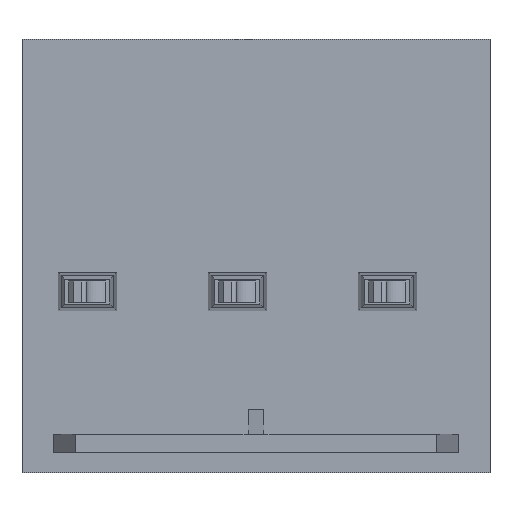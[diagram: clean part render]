
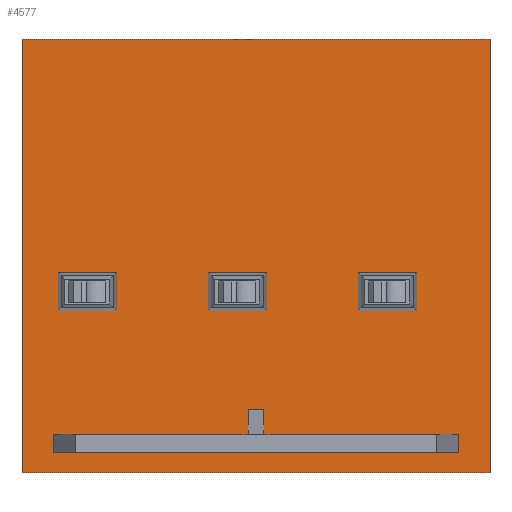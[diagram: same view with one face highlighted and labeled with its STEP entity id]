
A CAD part, front view. The second image highlights one B-rep face of the part: STEP entity #4577.
In plain terms, the highlighted planar face has unit normal (0, -1, 0).
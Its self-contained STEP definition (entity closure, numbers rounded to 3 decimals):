
#1751=CARTESIAN_POINT('',(1212.5,940.169,59.5));
#1752=VERTEX_POINT('',#1751);
#1769=CARTESIAN_POINT('',(1227.5,940.169,59.5));
#1770=VERTEX_POINT('',#1769);
#1777=CARTESIAN_POINT('',(1212.5,940.169,59.5));
#1778=DIRECTION('',(1.0,0.0,0.0));
#1779=VECTOR('',#1778,15.);
#1780=LINE('',#1777,#1779);
#1781=EDGE_CURVE('',#1752,#1770,#1780,.T.);
#1792=CARTESIAN_POINT('',(1212.5,940.169,36.5));
#1793=VERTEX_POINT('',#1792);
#1794=CARTESIAN_POINT('',(1212.5,940.169,36.5));
#1795=DIRECTION('',(0.0,0.0,1.0));
#1796=VECTOR('',#1795,23.);
#1797=LINE('',#1794,#1796);
#1798=EDGE_CURVE('',#1793,#1752,#1797,.T.);
#1814=CARTESIAN_POINT('',(1227.5,940.169,36.5));
#1815=VERTEX_POINT('',#1814);
#1816=CARTESIAN_POINT('',(1227.5,940.169,59.5));
#1817=DIRECTION('',(0.0,0.0,-1.0));
#1818=VECTOR('',#1817,23.);
#1819=LINE('',#1816,#1818);
#1820=EDGE_CURVE('',#1770,#1815,#1819,.T.);
#1846=CARTESIAN_POINT('',(1410.,940.169,36.5));
#1847=VERTEX_POINT('',#1846);
#1854=CARTESIAN_POINT('',(1227.5,940.169,36.5));
#1855=DIRECTION('',(1.0,0.0,0.0));
#1856=VECTOR('',#1855,182.5);
#1857=LINE('',#1854,#1856);
#1858=EDGE_CURVE('',#1815,#1847,#1857,.T.);
#1869=CARTESIAN_POINT('',(1030.,940.169,36.5));
#1870=VERTEX_POINT('',#1869);
#1871=CARTESIAN_POINT('',(1030.,940.169,36.5));
#1872=DIRECTION('',(1.0,0.0,0.0));
#1873=VECTOR('',#1872,182.5);
#1874=LINE('',#1871,#1873);
#1875=EDGE_CURVE('',#1870,#1793,#1874,.T.);
#1901=CARTESIAN_POINT('',(1030.,940.169,19.5));
#1902=VERTEX_POINT('',#1901);
#1916=CARTESIAN_POINT('',(1030.,940.169,19.5));
#1917=DIRECTION('',(0.0,0.0,1.0));
#1918=VECTOR('',#1917,17.);
#1919=LINE('',#1916,#1918);
#1920=EDGE_CURVE('',#1902,#1870,#1919,.T.);
#1932=CARTESIAN_POINT('',(1410.,940.169,19.5));
#1933=VERTEX_POINT('',#1932);
#1940=CARTESIAN_POINT('',(1410.,940.169,36.5));
#1941=DIRECTION('',(0.0,0.0,-1.0));
#1942=VECTOR('',#1941,17.);
#1943=LINE('',#1940,#1942);
#1944=EDGE_CURVE('',#1847,#1933,#1943,.T.);
#1980=CARTESIAN_POINT('',(1410.,940.169,19.5));
#1981=DIRECTION('',(-1.0,0.0,0.0));
#1982=VECTOR('',#1981,380.);
#1983=LINE('',#1980,#1982);
#1984=EDGE_CURVE('',#1933,#1902,#1983,.T.);
#2134=CARTESIAN_POINT('',(1316.,940.169,188.5));
#2135=VERTEX_POINT('',#2134);
#2142=CARTESIAN_POINT('',(1316.,940.169,152.5));
#2143=VERTEX_POINT('',#2142);
#2144=CARTESIAN_POINT('',(1316.,940.169,152.5));
#2145=DIRECTION('',(0.0,0.0,1.0));
#2146=VECTOR('',#2145,36.);
#2147=LINE('',#2144,#2146);
#2148=EDGE_CURVE('',#2143,#2135,#2147,.T.);
#2165=CARTESIAN_POINT('',(1371.,940.169,188.5));
#2166=VERTEX_POINT('',#2165);
#2173=CARTESIAN_POINT('',(1316.,940.169,188.5));
#2174=DIRECTION('',(1.0,0.0,0.0));
#2175=VECTOR('',#2174,55.);
#2176=LINE('',#2173,#2175);
#2177=EDGE_CURVE('',#2135,#2166,#2176,.T.);
#2189=CARTESIAN_POINT('',(1371.,940.169,152.5));
#2190=VERTEX_POINT('',#2189);
#2197=CARTESIAN_POINT('',(1371.,940.169,188.5));
#2198=DIRECTION('',(0.0,0.0,-1.0));
#2199=VECTOR('',#2198,36.);
#2200=LINE('',#2197,#2199);
#2201=EDGE_CURVE('',#2166,#2190,#2200,.T.);
#2214=CARTESIAN_POINT('',(1371.,940.169,152.5));
#2215=DIRECTION('',(-1.0,0.0,0.0));
#2216=VECTOR('',#2215,55.);
#2217=LINE('',#2214,#2216);
#2218=EDGE_CURVE('',#2190,#2143,#2217,.T.);
#2366=CARTESIAN_POINT('',(1175.,940.169,188.5));
#2367=VERTEX_POINT('',#2366);
#2374=CARTESIAN_POINT('',(1175.,940.169,152.5));
#2375=VERTEX_POINT('',#2374);
#2376=CARTESIAN_POINT('',(1175.,940.169,152.5));
#2377=DIRECTION('',(0.0,0.0,1.0));
#2378=VECTOR('',#2377,36.);
#2379=LINE('',#2376,#2378);
#2380=EDGE_CURVE('',#2375,#2367,#2379,.T.);
#2397=CARTESIAN_POINT('',(1230.,940.169,188.5));
#2398=VERTEX_POINT('',#2397);
#2405=CARTESIAN_POINT('',(1175.,940.169,188.5));
#2406=DIRECTION('',(1.0,0.0,0.0));
#2407=VECTOR('',#2406,55.);
#2408=LINE('',#2405,#2407);
#2409=EDGE_CURVE('',#2367,#2398,#2408,.T.);
#2421=CARTESIAN_POINT('',(1230.,940.169,152.5));
#2422=VERTEX_POINT('',#2421);
#2429=CARTESIAN_POINT('',(1230.,940.169,188.5));
#2430=DIRECTION('',(0.0,0.0,-1.0));
#2431=VECTOR('',#2430,36.);
#2432=LINE('',#2429,#2431);
#2433=EDGE_CURVE('',#2398,#2422,#2432,.T.);
#2446=CARTESIAN_POINT('',(1230.,940.169,152.5));
#2447=DIRECTION('',(-1.0,0.0,0.0));
#2448=VECTOR('',#2447,55.);
#2449=LINE('',#2446,#2448);
#2450=EDGE_CURVE('',#2422,#2375,#2449,.T.);
#2598=CARTESIAN_POINT('',(1034.,940.169,188.5));
#2599=VERTEX_POINT('',#2598);
#2606=CARTESIAN_POINT('',(1034.,940.169,152.5));
#2607=VERTEX_POINT('',#2606);
#2608=CARTESIAN_POINT('',(1034.,940.169,152.5));
#2609=DIRECTION('',(0.0,0.0,1.0));
#2610=VECTOR('',#2609,36.);
#2611=LINE('',#2608,#2610);
#2612=EDGE_CURVE('',#2607,#2599,#2611,.T.);
#2629=CARTESIAN_POINT('',(1089.,940.169,188.5));
#2630=VERTEX_POINT('',#2629);
#2637=CARTESIAN_POINT('',(1034.,940.169,188.5));
#2638=DIRECTION('',(1.0,0.0,0.0));
#2639=VECTOR('',#2638,55.);
#2640=LINE('',#2637,#2639);
#2641=EDGE_CURVE('',#2599,#2630,#2640,.T.);
#2653=CARTESIAN_POINT('',(1089.,940.169,152.5));
#2654=VERTEX_POINT('',#2653);
#2661=CARTESIAN_POINT('',(1089.,940.169,188.5));
#2662=DIRECTION('',(0.0,0.0,-1.0));
#2663=VECTOR('',#2662,36.);
#2664=LINE('',#2661,#2663);
#2665=EDGE_CURVE('',#2630,#2654,#2664,.T.);
#2678=CARTESIAN_POINT('',(1089.,940.169,152.5));
#2679=DIRECTION('',(-1.0,0.0,0.0));
#2680=VECTOR('',#2679,55.);
#2681=LINE('',#2678,#2680);
#2682=EDGE_CURVE('',#2654,#2607,#2681,.T.);
#3491=CARTESIAN_POINT('',(1000.0,940.169,408.));
#3492=VERTEX_POINT('',#3491);
#3501=CARTESIAN_POINT('',(1440.0,940.169,408.));
#3502=VERTEX_POINT('',#3501);
#3503=CARTESIAN_POINT('',(1000.0,940.169,408.));
#3504=DIRECTION('',(1.0,0.0,0.0));
#3505=VECTOR('',#3504,440.0);
#3506=LINE('',#3503,#3505);
#3507=EDGE_CURVE('',#3492,#3502,#3506,.T.);
#4519=CARTESIAN_POINT('',(1000.0,940.169,408.));
#4520=DIRECTION('',(0.0,-1.0,0.0));
#4521=DIRECTION('',(1.0,0.0,0.0));
#4522=AXIS2_PLACEMENT_3D('',#4519,#4520,#4521);
#4523=PLANE('',#4522);
#4524=CARTESIAN_POINT('',(1000.0,940.169,0.0));
#4525=VERTEX_POINT('',#4524);
#4526=CARTESIAN_POINT('',(1440.0,940.169,0.0));
#4527=VERTEX_POINT('',#4526);
#4528=CARTESIAN_POINT('',(1000.0,940.169,0.0));
#4529=DIRECTION('',(1.0,0.0,0.0));
#4530=VECTOR('',#4529,440.0);
#4531=LINE('',#4528,#4530);
#4532=EDGE_CURVE('',#4525,#4527,#4531,.T.);
#4533=ORIENTED_EDGE('',*,*,#4532,.T.);
#4534=CARTESIAN_POINT('',(1440.0,940.169,408.));
#4535=DIRECTION('',(0.0,0.0,-1.0));
#4536=VECTOR('',#4535,408.0);
#4537=LINE('',#4534,#4536);
#4538=EDGE_CURVE('',#3502,#4527,#4537,.T.);
#4539=ORIENTED_EDGE('',*,*,#4538,.F.);
#4540=ORIENTED_EDGE('',*,*,#3507,.F.);
#4541=CARTESIAN_POINT('',(1000.0,940.169,408.));
#4542=DIRECTION('',(0.0,0.0,-1.0));
#4543=VECTOR('',#4542,408.0);
#4544=LINE('',#4541,#4543);
#4545=EDGE_CURVE('',#3492,#4525,#4544,.T.);
#4546=ORIENTED_EDGE('',*,*,#4545,.T.);
#4547=EDGE_LOOP('',(#4533,#4539,#4540,#4546));
#4548=FACE_OUTER_BOUND('',#4547,.T.);
#4549=ORIENTED_EDGE('',*,*,#1781,.T.);
#4550=ORIENTED_EDGE('',*,*,#1820,.T.);
#4551=ORIENTED_EDGE('',*,*,#1858,.T.);
#4552=ORIENTED_EDGE('',*,*,#1944,.T.);
#4553=ORIENTED_EDGE('',*,*,#1984,.T.);
#4554=ORIENTED_EDGE('',*,*,#1920,.T.);
#4555=ORIENTED_EDGE('',*,*,#1875,.T.);
#4556=ORIENTED_EDGE('',*,*,#1798,.T.);
#4557=EDGE_LOOP('',(#4549,#4550,#4551,#4552,#4553,#4554,#4555,#4556));
#4558=FACE_BOUND('',#4557,.T.);
#4559=ORIENTED_EDGE('',*,*,#2148,.T.);
#4560=ORIENTED_EDGE('',*,*,#2177,.T.);
#4561=ORIENTED_EDGE('',*,*,#2201,.T.);
#4562=ORIENTED_EDGE('',*,*,#2218,.T.);
#4563=EDGE_LOOP('',(#4559,#4560,#4561,#4562));
#4564=FACE_BOUND('',#4563,.T.);
#4565=ORIENTED_EDGE('',*,*,#2380,.T.);
#4566=ORIENTED_EDGE('',*,*,#2409,.T.);
#4567=ORIENTED_EDGE('',*,*,#2433,.T.);
#4568=ORIENTED_EDGE('',*,*,#2450,.T.);
#4569=EDGE_LOOP('',(#4565,#4566,#4567,#4568));
#4570=FACE_BOUND('',#4569,.T.);
#4571=ORIENTED_EDGE('',*,*,#2612,.T.);
#4572=ORIENTED_EDGE('',*,*,#2641,.T.);
#4573=ORIENTED_EDGE('',*,*,#2665,.T.);
#4574=ORIENTED_EDGE('',*,*,#2682,.T.);
#4575=EDGE_LOOP('',(#4571,#4572,#4573,#4574));
#4576=FACE_BOUND('',#4575,.T.);
#4577=ADVANCED_FACE('',(#4548,#4558,#4564,#4570,#4576),#4523,.T.);
